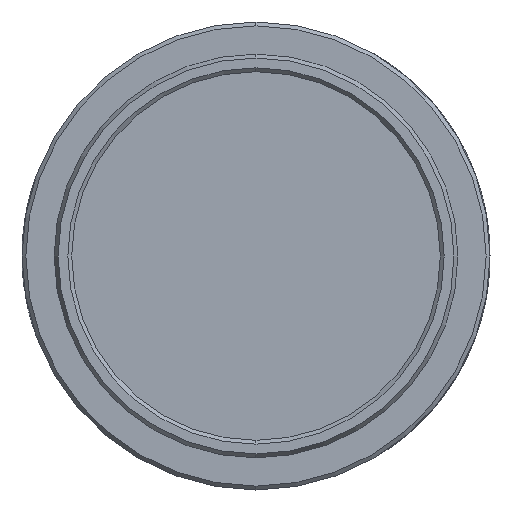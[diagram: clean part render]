
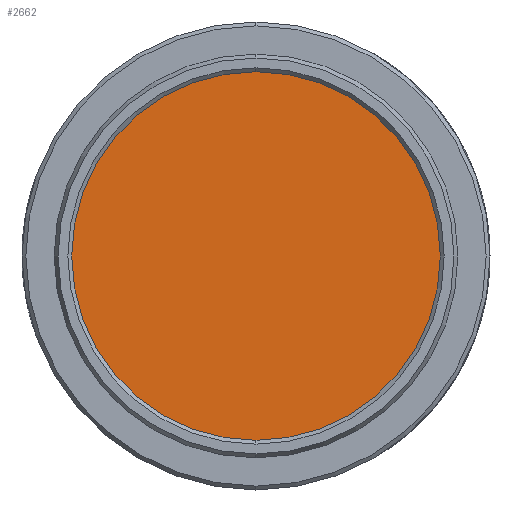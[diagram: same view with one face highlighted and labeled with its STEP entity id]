
A CAD part, left-side view. The second image highlights one B-rep face of the part: STEP entity #2662.
In plain terms, the highlighted planar face has unit normal (-1, 0, 0).
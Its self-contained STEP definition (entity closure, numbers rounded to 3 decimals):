
#255 = CIRCLE ( 'NONE', #3045, 12.7 ) ;
#532 = DIRECTION ( 'NONE',  ( 0., -0.053, -0.999 ) ) ;
#612 = PLANE ( 'NONE',  #11209 ) ;
#2662 = ADVANCED_FACE ( 'NONE', ( #11842 ), #612, .F. ) ;
#3045 = AXIS2_PLACEMENT_3D ( 'NONE', #14275, #7435, #532 ) ;
#4109 = DIRECTION ( 'NONE',  ( 1., 0., 0. ) ) ;
#5089 = CARTESIAN_POINT ( 'NONE',  ( -1.905, 0.674, 12.682 ) ) ;
#5498 = CARTESIAN_POINT ( 'NONE',  ( -1.905, 0., 0. ) ) ;
#5561 = EDGE_CURVE ( 'NONE', #13297, #12556, #7857, .T. ) ;
#5809 = EDGE_CURVE ( 'NONE', #12556, #13297, #255, .T. ) ;
#6373 = CARTESIAN_POINT ( 'NONE',  ( -1.905, 0., 0. ) ) ;
#6535 = ORIENTED_EDGE ( 'NONE', *, *, #5561, .F. ) ;
#6653 = DIRECTION ( 'NONE',  ( 0., -0.053, -0.999 ) ) ;
#6828 = CARTESIAN_POINT ( 'NONE',  ( -1.905, -0.674, -12.682 ) ) ;
#7435 = DIRECTION ( 'NONE',  ( 1., 0., 0. ) ) ;
#7857 = CIRCLE ( 'NONE', #10265, 12.7 ) ;
#8111 = ORIENTED_EDGE ( 'NONE', *, *, #5809, .F. ) ;
#9959 = EDGE_LOOP ( 'NONE', ( #6535, #8111 ) ) ;
#10265 = AXIS2_PLACEMENT_3D ( 'NONE', #5498, #13510, #6653 ) ;
#11209 = AXIS2_PLACEMENT_3D ( 'NONE', #6373, #4109, #12127 ) ;
#11842 = FACE_OUTER_BOUND ( 'NONE', #9959, .T. ) ;
#12127 = DIRECTION ( 'NONE',  ( 0., -0.053, -0.999 ) ) ;
#12556 = VERTEX_POINT ( 'NONE', #5089 ) ;
#13297 = VERTEX_POINT ( 'NONE', #6828 ) ;
#13510 = DIRECTION ( 'NONE',  ( 1., 0., 0. ) ) ;
#14275 = CARTESIAN_POINT ( 'NONE',  ( -1.905, 0., 0. ) ) ;
